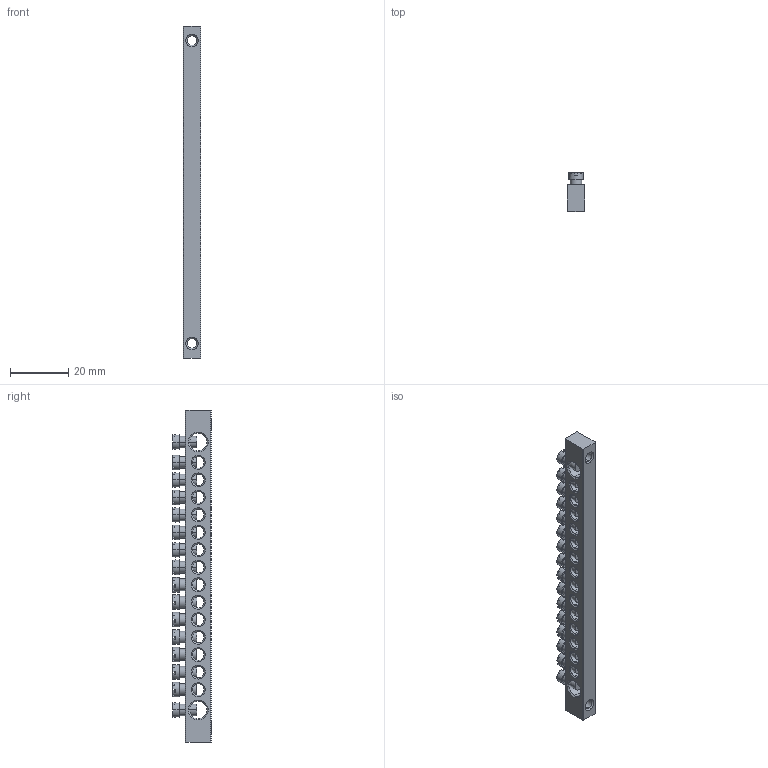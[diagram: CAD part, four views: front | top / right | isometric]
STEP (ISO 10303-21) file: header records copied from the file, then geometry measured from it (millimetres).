
FILE_DESCRIPTION (( 'STEP AP214' ), '1' );
FILE_NAME ('YNN11-16-100 Øèíà PEN çåìëÿ-íîëü 6õ9ìì 16_2 (16ãðóïïû_êðåï ïî êðàÿì) ÈÝÊ.STEP', '2016-08-24T13:24:44', ( 'user' ), ( '' ), 'SwSTEP 2.0', 'SolidWorks 2014', '' );
FILE_SCHEMA (( 'AUTOMOTIVE_DESIGN' ));
Length unit declared in the file: millimetre
Products named in the file (3): YNN11-16-100 Øèíà PEN çåìëÿ-íîëü 6õ9ìì 16_2 (16ãðóïïû_êðåï ïî êðàÿì) ÈÝÊ; Øèíà ÂõÍ n-2_6å9 16-2; Âèíò_Œ4
Assembly tree (17 placements, depth 2):
  YNN11-16-100 Øèíà PEN çåìëÿ-íîëü 6õ9ìì 16_2 (16ãðóïïû_êðåï ïî êðàÿì) ÈÝÊ
    Øèíà ÂõÍ n-2_6å9 16-2
    Âèíò_Œ4  x16
Bounding box: 6 x 13.3 x 114 mm (x, y, z)
Volume: 5928.2 mm3; surface area: 7127.6 mm2
Topology: 17 solids, 17 shells, 818 faces, 2204 edges, 1420 vertices
Faces by surface type: plane 506, cone 180, cylinder 132
Entity records: 8035 total; most frequent: CARTESIAN_POINT 2035, DIRECTION 1207, ORIENTED_EDGE 1074, EDGE_CURVE 537, AXIS2_PLACEMENT_3D 479, VERTEX_POINT 325, EDGE_LOOP 288, VECTOR 249
